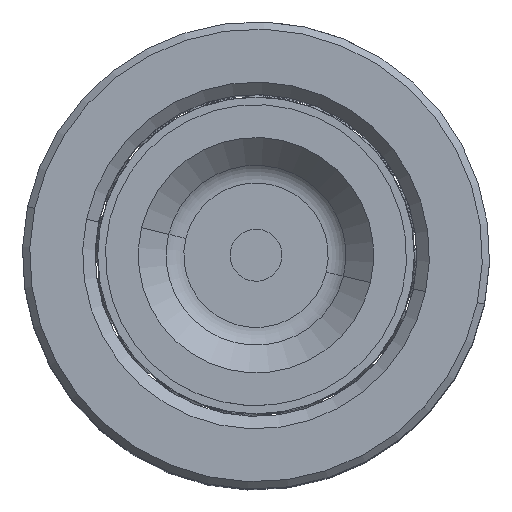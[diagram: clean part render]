
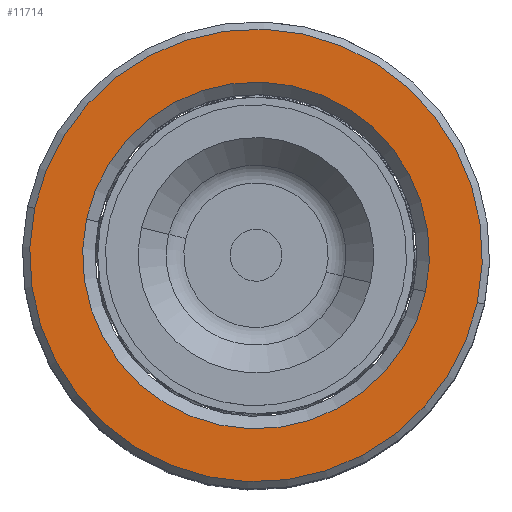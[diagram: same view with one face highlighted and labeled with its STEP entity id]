
A CAD part, top view. The second image highlights one B-rep face of the part: STEP entity #11714.
In plain terms, the highlighted planar face has unit normal (0, 0, 1).
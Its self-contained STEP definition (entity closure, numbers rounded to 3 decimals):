
#1204 = EDGE_CURVE ( 'NONE', #8266, #13469, #28662, .T. ) ;
#1903 = PLANE ( 'NONE',  #34547 ) ;
#2258 = AXIS2_PLACEMENT_3D ( 'NONE', #23288, #31261, #14859 ) ;
#4609 = ORIENTED_EDGE ( 'NONE', *, *, #19935, .T. ) ;
#5202 = FACE_BOUND ( 'NONE', #27767, .T. ) ;
#5263 = VERTEX_POINT ( 'NONE', #15517 ) ;
#5346 = ORIENTED_EDGE ( 'NONE', *, *, #32911, .T. ) ;
#7150 = DIRECTION ( 'NONE',  ( 0., 0., 1. ) ) ;
#7767 = FACE_OUTER_BOUND ( 'NONE', #13020, .T. ) ;
#7993 = CARTESIAN_POINT ( 'NONE',  ( 0., 0., 60. ) ) ;
#8266 = VERTEX_POINT ( 'NONE', #31460 ) ;
#8341 = DIRECTION ( 'NONE',  ( 1., 0., 0. ) ) ;
#11714 = ADVANCED_FACE ( 'NONE', ( #7767, #5202 ), #1903, .T. ) ;
#12240 = CIRCLE ( 'NONE', #15279, 21.8 ) ;
#13020 = EDGE_LOOP ( 'NONE', ( #4609, #34800 ) ) ;
#13469 = VERTEX_POINT ( 'NONE', #29033 ) ;
#14859 = DIRECTION ( 'NONE',  ( 1., 0., 0. ) ) ;
#15162 = CIRCLE ( 'NONE', #2258, 16.7 ) ;
#15279 = AXIS2_PLACEMENT_3D ( 'NONE', #20630, #34097, #28980 ) ;
#15517 = CARTESIAN_POINT ( 'NONE',  ( -16.7, 0., 60. ) ) ;
#15558 = ORIENTED_EDGE ( 'NONE', *, *, #19058, .T. ) ;
#15735 = DIRECTION ( 'NONE',  ( 1., 0., 0. ) ) ;
#17376 = CIRCLE ( 'NONE', #23921, 16.7 ) ;
#19058 = EDGE_CURVE ( 'NONE', #20601, #5263, #17376, .T. ) ;
#19935 = EDGE_CURVE ( 'NONE', #13469, #8266, #12240, .T. ) ;
#20109 = CARTESIAN_POINT ( 'NONE',  ( 16.7, 0., 60. ) ) ;
#20601 = VERTEX_POINT ( 'NONE', #20109 ) ;
#20630 = CARTESIAN_POINT ( 'NONE',  ( 0., 0., 60. ) ) ;
#21426 = DIRECTION ( 'NONE',  ( 0., 0., -1. ) ) ;
#23024 = AXIS2_PLACEMENT_3D ( 'NONE', #32499, #27168, #8341 ) ;
#23288 = CARTESIAN_POINT ( 'NONE',  ( 0., 0., 60. ) ) ;
#23921 = AXIS2_PLACEMENT_3D ( 'NONE', #7993, #21426, #26526 ) ;
#26526 = DIRECTION ( 'NONE',  ( 1., 0., 0. ) ) ;
#27168 = DIRECTION ( 'NONE',  ( 0., 0., 1. ) ) ;
#27767 = EDGE_LOOP ( 'NONE', ( #15558, #5346 ) ) ;
#28662 = CIRCLE ( 'NONE', #23024, 21.8 ) ;
#28980 = DIRECTION ( 'NONE',  ( 1., 0., 0. ) ) ;
#29033 = CARTESIAN_POINT ( 'NONE',  ( -21.8, 0., 60. ) ) ;
#31261 = DIRECTION ( 'NONE',  ( 0., 0., -1. ) ) ;
#31460 = CARTESIAN_POINT ( 'NONE',  ( 21.8, 0., 60. ) ) ;
#31549 = CARTESIAN_POINT ( 'NONE',  ( 0., 0., 60. ) ) ;
#32499 = CARTESIAN_POINT ( 'NONE',  ( 0., 0., 60. ) ) ;
#32911 = EDGE_CURVE ( 'NONE', #5263, #20601, #15162, .T. ) ;
#34097 = DIRECTION ( 'NONE',  ( 0., 0., 1. ) ) ;
#34547 = AXIS2_PLACEMENT_3D ( 'NONE', #31549, #7150, #15735 ) ;
#34800 = ORIENTED_EDGE ( 'NONE', *, *, #1204, .T. ) ;
